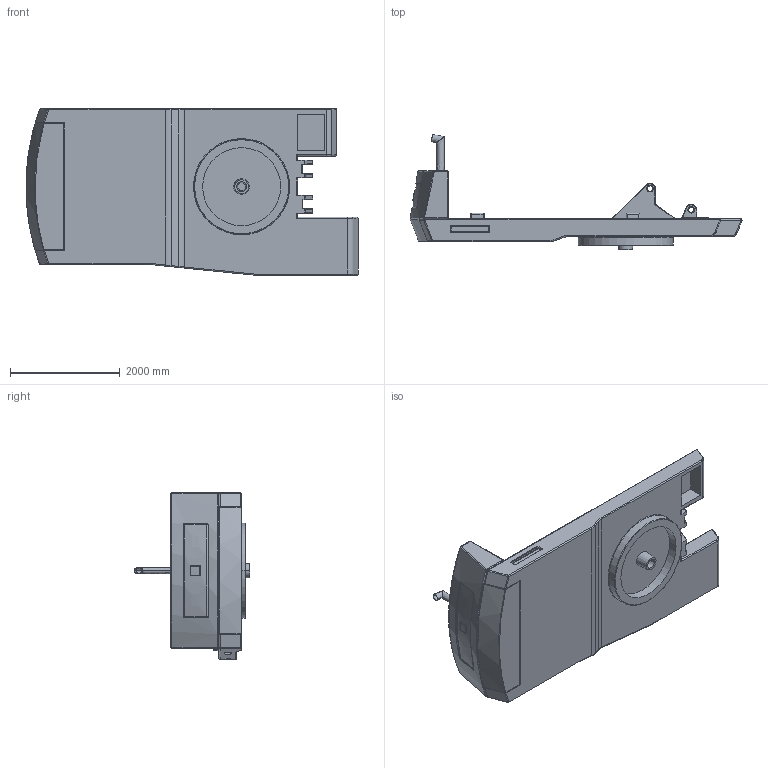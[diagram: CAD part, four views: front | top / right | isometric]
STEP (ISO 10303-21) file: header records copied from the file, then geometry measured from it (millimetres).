
FILE_DESCRIPTION (( 'STEP AP203' ), '1' );
FILE_NAME ('1. Turret Bed_Default_sldprt.STEP', '2023-03-20T07:53:49', ( '' ), ( '' ), 'SwSTEP 2.0', 'SolidWorks 2019', '' );
FILE_SCHEMA (( 'CONFIG_CONTROL_DESIGN' ));
Length unit declared in the file: millimetre
Products named in the file (1): 1. Turret Bed_Default_sldprt
Bounding box: 6043.38 x 2095.17 x 3027.5 mm (x, y, z)
Volume: 4135079170.6 mm3; surface area: 65311894.5 mm2
Topology: 3 solids, 3 shells, 500 faces, 1214 edges, 713 vertices
Faces by surface type: cylinder 189, plane 172, bspline 59, torus 43, sphere 33, cone 4
Entity records: 21120 total; most frequent: CARTESIAN_POINT 10158, ORIENTED_EDGE 2386, DIRECTION 2117, EDGE_CURVE 1193, AXIS2_PLACEMENT_3D 741, VERTEX_POINT 713, VECTOR 635, LINE 635
